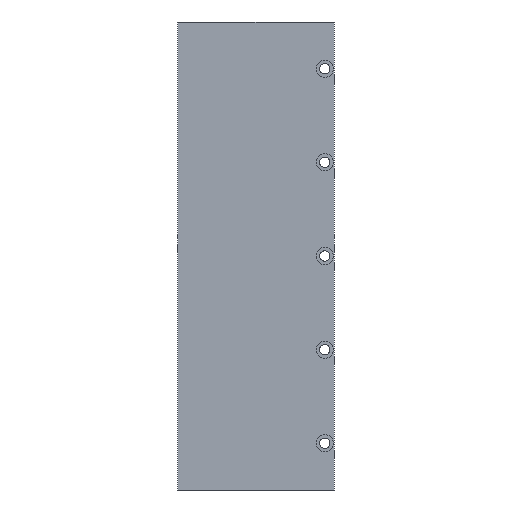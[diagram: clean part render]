
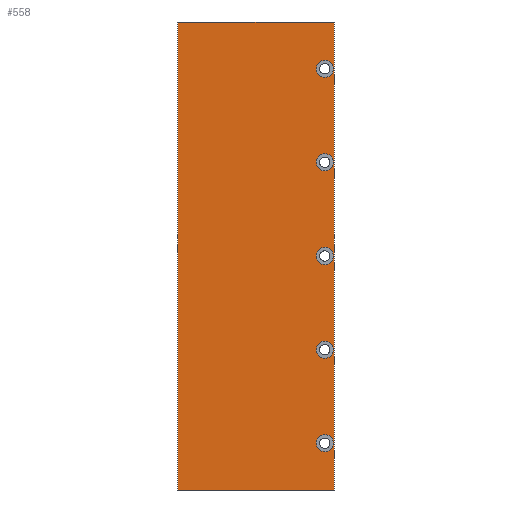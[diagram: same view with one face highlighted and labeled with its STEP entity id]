
A CAD part, left-side view. The second image highlights one B-rep face of the part: STEP entity #558.
In plain terms, the highlighted planar face has unit normal (-1, 0, 0).
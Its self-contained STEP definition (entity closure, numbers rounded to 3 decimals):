
#7 = CARTESIAN_POINT ( 'NONE',  ( -24., 6., -24.5 ) ) ;
#44 = AXIS2_PLACEMENT_3D ( 'NONE', #1500, #4405, #1035 ) ;
#80 = ORIENTED_EDGE ( 'NONE', *, *, #4342, .F. ) ;
#88 = DIRECTION ( 'NONE',  ( -1., 0., 0. ) ) ;
#171 = CARTESIAN_POINT ( 'NONE',  ( -24., 6., -210. ) ) ;
#181 = CARTESIAN_POINT ( 'NONE',  ( -24., 6., -90. ) ) ;
#188 = EDGE_CURVE ( 'NONE', #3832, #207, #927, .T. ) ;
#207 = VERTEX_POINT ( 'NONE', #4595 ) ;
#218 = DIRECTION ( 'NONE',  ( -1., 0., 0. ) ) ;
#226 = AXIS2_PLACEMENT_3D ( 'NONE', #171, #218, #1016 ) ;
#265 = VERTEX_POINT ( 'NONE', #3879 ) ;
#278 = LINE ( 'NONE', #2889, #1885 ) ;
#333 = CARTESIAN_POINT ( 'NONE',  ( -24., 6., -275.5 ) ) ;
#362 = VERTEX_POINT ( 'NONE', #4054 ) ;
#380 = CIRCLE ( 'NONE', #4547, 5.5 ) ;
#402 = FACE_OUTER_BOUND ( 'NONE', #2885, .T. ) ;
#433 = EDGE_LOOP ( 'NONE', ( #1477, #2172 ) ) ;
#478 = CARTESIAN_POINT ( 'NONE',  ( -24., 6., -215.5 ) ) ;
#527 = VERTEX_POINT ( 'NONE', #3386 ) ;
#558 = ADVANCED_FACE ( 'NONE', ( #1121, #2230, #1140, #3782, #2644, #402 ), #2578, .T. ) ;
#676 = EDGE_LOOP ( 'NONE', ( #80, #2307 ) ) ;
#779 = DIRECTION ( 'NONE',  ( 0., 0., 1. ) ) ;
#797 = AXIS2_PLACEMENT_3D ( 'NONE', #1987, #88, #4250 ) ;
#798 = EDGE_CURVE ( 'NONE', #4757, #4144, #4270, .T. ) ;
#806 = EDGE_CURVE ( 'NONE', #265, #362, #3280, .T. ) ;
#814 = DIRECTION ( 'NONE',  ( -1., 0., 0. ) ) ;
#927 = LINE ( 'NONE', #2421, #3924 ) ;
#936 = CARTESIAN_POINT ( 'NONE',  ( -24., 6., -95.5 ) ) ;
#948 = CIRCLE ( 'NONE', #1729, 5.5 ) ;
#977 = EDGE_CURVE ( 'NONE', #207, #362, #4489, .T. ) ;
#993 = CARTESIAN_POINT ( 'NONE',  ( -24., 0., 0. ) ) ;
#1016 = DIRECTION ( 'NONE',  ( 0., 0., 1. ) ) ;
#1026 = DIRECTION ( 'NONE',  ( 0., 0., 1. ) ) ;
#1035 = DIRECTION ( 'NONE',  ( 0., 0., 1. ) ) ;
#1089 = AXIS2_PLACEMENT_3D ( 'NONE', #1619, #2308, #3492 ) ;
#1115 = DIRECTION ( 'NONE',  ( 0., 0., 1. ) ) ;
#1121 = FACE_BOUND ( 'NONE', #1433, .T. ) ;
#1126 = EDGE_CURVE ( 'NONE', #3394, #4715, #4868, .T. ) ;
#1140 = FACE_BOUND ( 'NONE', #676, .T. ) ;
#1194 = EDGE_CURVE ( 'NONE', #1856, #1526, #2738, .T. ) ;
#1200 = DIRECTION ( 'NONE',  ( 0., 0., 1. ) ) ;
#1286 = VERTEX_POINT ( 'NONE', #936 ) ;
#1413 = DIRECTION ( 'NONE',  ( -1., 0., 0. ) ) ;
#1428 = EDGE_CURVE ( 'NONE', #1286, #2837, #4477, .T. ) ;
#1433 = EDGE_LOOP ( 'NONE', ( #3243, #2721 ) ) ;
#1453 = EDGE_LOOP ( 'NONE', ( #2928, #3404 ) ) ;
#1477 = ORIENTED_EDGE ( 'NONE', *, *, #2698, .F. ) ;
#1500 = CARTESIAN_POINT ( 'NONE',  ( -24., 6., -150. ) ) ;
#1526 = VERTEX_POINT ( 'NONE', #2423 ) ;
#1589 = DIRECTION ( 'NONE',  ( 0., -1., 0. ) ) ;
#1619 = CARTESIAN_POINT ( 'NONE',  ( -24., 6., -270. ) ) ;
#1625 = EDGE_CURVE ( 'NONE', #4715, #3394, #380, .T. ) ;
#1679 = DIRECTION ( 'NONE',  ( -1., 0., 0. ) ) ;
#1729 = AXIS2_PLACEMENT_3D ( 'NONE', #3391, #814, #1200 ) ;
#1813 = EDGE_LOOP ( 'NONE', ( #2827, #2668 ) ) ;
#1851 = CARTESIAN_POINT ( 'NONE',  ( -24., 0., -300. ) ) ;
#1856 = VERTEX_POINT ( 'NONE', #478 ) ;
#1885 = VECTOR ( 'NONE', #1026, 1000. ) ;
#1951 = AXIS2_PLACEMENT_3D ( 'NONE', #181, #1679, #3161 ) ;
#1987 = CARTESIAN_POINT ( 'NONE',  ( -24., 6., -30. ) ) ;
#2046 = DIRECTION ( 'NONE',  ( 0., 0., 1. ) ) ;
#2065 = ORIENTED_EDGE ( 'NONE', *, *, #188, .T. ) ;
#2070 = DIRECTION ( 'NONE',  ( -1., 0., 0. ) ) ;
#2145 = ORIENTED_EDGE ( 'NONE', *, *, #806, .F. ) ;
#2163 = DIRECTION ( 'NONE',  ( -1., 0., 0. ) ) ;
#2172 = ORIENTED_EDGE ( 'NONE', *, *, #1428, .F. ) ;
#2230 = FACE_BOUND ( 'NONE', #1453, .T. ) ;
#2235 = DIRECTION ( 'NONE',  ( 0., 0., 1. ) ) ;
#2250 = CIRCLE ( 'NONE', #2720, 5.5 ) ;
#2307 = ORIENTED_EDGE ( 'NONE', *, *, #4290, .F. ) ;
#2308 = DIRECTION ( 'NONE',  ( -1., 0., 0. ) ) ;
#2345 = CIRCLE ( 'NONE', #226, 5.5 ) ;
#2367 = ORIENTED_EDGE ( 'NONE', *, *, #977, .T. ) ;
#2421 = CARTESIAN_POINT ( 'NONE',  ( -24., 0., -300. ) ) ;
#2423 = CARTESIAN_POINT ( 'NONE',  ( -24., 6., -204.5 ) ) ;
#2443 = CARTESIAN_POINT ( 'NONE',  ( -24., 6., -30. ) ) ;
#2455 = CARTESIAN_POINT ( 'NONE',  ( -24., 6., -35.5 ) ) ;
#2478 = ORIENTED_EDGE ( 'NONE', *, *, #3389, .F. ) ;
#2491 = DIRECTION ( 'NONE',  ( 0., -1., 0. ) ) ;
#2559 = DIRECTION ( 'NONE',  ( -1., 0., 0. ) ) ;
#2578 = PLANE ( 'NONE',  #4245 ) ;
#2629 = CARTESIAN_POINT ( 'NONE',  ( -24., 6., -150. ) ) ;
#2644 = FACE_BOUND ( 'NONE', #1813, .T. ) ;
#2668 = ORIENTED_EDGE ( 'NONE', *, *, #2755, .F. ) ;
#2698 = EDGE_CURVE ( 'NONE', #2837, #1286, #948, .T. ) ;
#2720 = AXIS2_PLACEMENT_3D ( 'NONE', #2629, #2559, #2235 ) ;
#2721 = ORIENTED_EDGE ( 'NONE', *, *, #1625, .F. ) ;
#2738 = CIRCLE ( 'NONE', #4621, 5.5 ) ;
#2755 = EDGE_CURVE ( 'NONE', #4144, #4757, #3705, .T. ) ;
#2773 = CARTESIAN_POINT ( 'NONE',  ( -24., 6., -84.5 ) ) ;
#2827 = ORIENTED_EDGE ( 'NONE', *, *, #798, .F. ) ;
#2830 = CARTESIAN_POINT ( 'NONE',  ( -24., 6., -210. ) ) ;
#2837 = VERTEX_POINT ( 'NONE', #2773 ) ;
#2885 = EDGE_LOOP ( 'NONE', ( #2145, #2478, #2065, #2367 ) ) ;
#2889 = CARTESIAN_POINT ( 'NONE',  ( -24., 100.2, -300. ) ) ;
#2928 = ORIENTED_EDGE ( 'NONE', *, *, #3717, .F. ) ;
#2949 = CARTESIAN_POINT ( 'NONE',  ( -24., 6., -270. ) ) ;
#3073 = CARTESIAN_POINT ( 'NONE',  ( -24., 6., -144.5 ) ) ;
#3110 = VECTOR ( 'NONE', #2491, 1000. ) ;
#3161 = DIRECTION ( 'NONE',  ( 0., 0., 1. ) ) ;
#3203 = CARTESIAN_POINT ( 'NONE',  ( -24., 6., -264.5 ) ) ;
#3243 = ORIENTED_EDGE ( 'NONE', *, *, #1126, .F. ) ;
#3280 = LINE ( 'NONE', #993, #3110 ) ;
#3386 = CARTESIAN_POINT ( 'NONE',  ( -24., 6., -155.5 ) ) ;
#3389 = EDGE_CURVE ( 'NONE', #3832, #265, #278, .T. ) ;
#3391 = CARTESIAN_POINT ( 'NONE',  ( -24., 6., -90. ) ) ;
#3394 = VERTEX_POINT ( 'NONE', #3203 ) ;
#3404 = ORIENTED_EDGE ( 'NONE', *, *, #1194, .F. ) ;
#3427 = CIRCLE ( 'NONE', #44, 5.5 ) ;
#3488 = AXIS2_PLACEMENT_3D ( 'NONE', #2443, #1413, #4707 ) ;
#3492 = DIRECTION ( 'NONE',  ( 0., 0., 1. ) ) ;
#3663 = DIRECTION ( 'NONE',  ( 0., 0., 1. ) ) ;
#3705 = CIRCLE ( 'NONE', #797, 5.5 ) ;
#3717 = EDGE_CURVE ( 'NONE', #1526, #1856, #2345, .T. ) ;
#3782 = FACE_BOUND ( 'NONE', #433, .T. ) ;
#3832 = VERTEX_POINT ( 'NONE', #4043 ) ;
#3879 = CARTESIAN_POINT ( 'NONE',  ( -24., 100.2, 0. ) ) ;
#3924 = VECTOR ( 'NONE', #1589, 1000. ) ;
#4034 = VERTEX_POINT ( 'NONE', #3073 ) ;
#4043 = CARTESIAN_POINT ( 'NONE',  ( -24., 100.2, -300. ) ) ;
#4054 = CARTESIAN_POINT ( 'NONE',  ( -24., 0., 0. ) ) ;
#4144 = VERTEX_POINT ( 'NONE', #2455 ) ;
#4145 = DIRECTION ( 'NONE',  ( -1., 0., 0. ) ) ;
#4152 = VECTOR ( 'NONE', #1115, 1000. ) ;
#4245 = AXIS2_PLACEMENT_3D ( 'NONE', #4843, #4145, #779 ) ;
#4250 = DIRECTION ( 'NONE',  ( 0., 0., 1. ) ) ;
#4270 = CIRCLE ( 'NONE', #3488, 5.5 ) ;
#4290 = EDGE_CURVE ( 'NONE', #527, #4034, #2250, .T. ) ;
#4342 = EDGE_CURVE ( 'NONE', #4034, #527, #3427, .T. ) ;
#4405 = DIRECTION ( 'NONE',  ( -1., 0., 0. ) ) ;
#4477 = CIRCLE ( 'NONE', #1951, 5.5 ) ;
#4489 = LINE ( 'NONE', #1851, #4152 ) ;
#4547 = AXIS2_PLACEMENT_3D ( 'NONE', #2949, #2163, #3663 ) ;
#4595 = CARTESIAN_POINT ( 'NONE',  ( -24., 0., -300. ) ) ;
#4621 = AXIS2_PLACEMENT_3D ( 'NONE', #2830, #2070, #2046 ) ;
#4707 = DIRECTION ( 'NONE',  ( 0., 0., 1. ) ) ;
#4715 = VERTEX_POINT ( 'NONE', #333 ) ;
#4757 = VERTEX_POINT ( 'NONE', #7 ) ;
#4843 = CARTESIAN_POINT ( 'NONE',  ( -24., 0., -300. ) ) ;
#4868 = CIRCLE ( 'NONE', #1089, 5.5 ) ;
